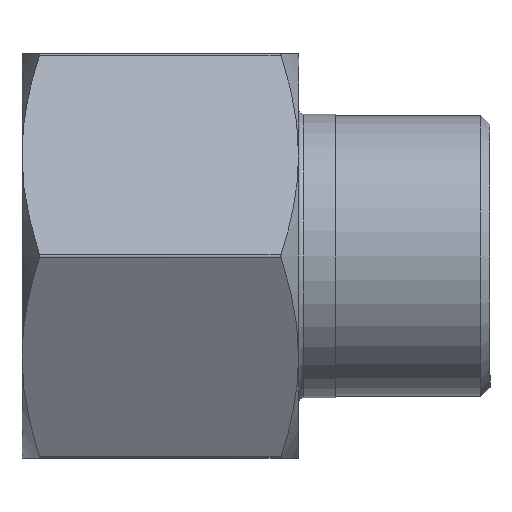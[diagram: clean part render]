
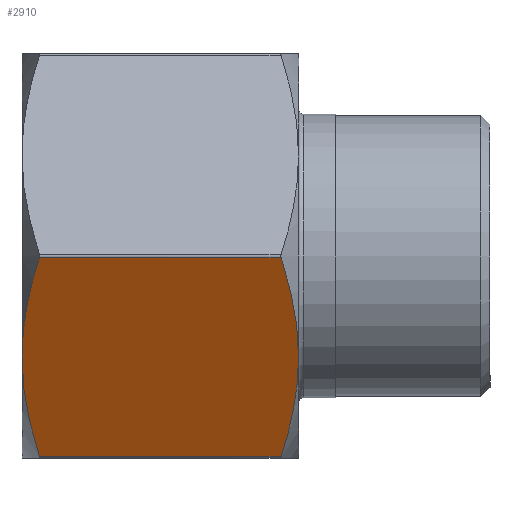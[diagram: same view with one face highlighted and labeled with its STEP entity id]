
A CAD part, front view. The second image highlights one B-rep face of the part: STEP entity #2910.
In plain terms, the highlighted planar face has unit normal (0, -0.866, -0.5).
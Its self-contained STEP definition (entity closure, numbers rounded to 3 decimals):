
#5 = VERTEX_POINT ( 'NONE', #6554 ) ;
#207 = EDGE_LOOP ( 'NONE', ( #713, #722, #655, #683, #740, #645 ) ) ;
#476 = VERTEX_POINT ( 'NONE', #5287 ) ;
#645 = ORIENTED_EDGE ( 'NONE', *, *, #2542, .T. ) ;
#655 = ORIENTED_EDGE ( 'NONE', *, *, #2552, .T. ) ;
#683 = ORIENTED_EDGE ( 'NONE', *, *, #2524, .F. ) ;
#713 = ORIENTED_EDGE ( 'NONE', *, *, #2587, .F. ) ;
#722 = ORIENTED_EDGE ( 'NONE', *, *, #2536, .T. ) ;
#740 = ORIENTED_EDGE ( 'NONE', *, *, #2558, .T. ) ;
#2524 = EDGE_CURVE ( 'NONE', #8470, #476, #7767, .T. ) ;
#2536 = EDGE_CURVE ( 'NONE', #11550, #5, #6382, .T. ) ;
#2542 = EDGE_CURVE ( 'NONE', #11547, #11559, #6383, .T. ) ;
#2552 = EDGE_CURVE ( 'NONE', #5, #476, #6388, .T. ) ;
#2558 = EDGE_CURVE ( 'NONE', #8470, #11547, #6415, .T. ) ;
#2587 = EDGE_CURVE ( 'NONE', #11550, #11559, #3767, .T. ) ;
#2910 = ADVANCED_FACE ( 'NONE', ( #10072 ), #10051, .T. ) ;
#3767 = LINE ( 'NONE', #3834, #5059 ) ;
#3804 = DIRECTION ( 'NONE',  ( -1., 0., 0. ) ) ;
#3834 = CARTESIAN_POINT ( 'NONE',  ( 13., -11.056, -18.85 ) ) ;
#4794 = AXIS2_PLACEMENT_3D ( 'NONE', #10063, #10039, #10053 ) ;
#4994 = VECTOR ( 'NONE', #7795, 1000. ) ;
#5059 = VECTOR ( 'NONE', #3804, 1000. ) ;
#5287 = CARTESIAN_POINT ( 'NONE',  ( 24.353, -21.853, -0.15 ) ) ;
#6382 =( BOUNDED_CURVE ( )  B_SPLINE_CURVE ( 2, ( #7845, #7808, #7838 ),
 .UNSPECIFIED., .F., .T. ) 
 B_SPLINE_CURVE_WITH_KNOTS ( ( 3, 3 ),
 ( 0.457, 1.619 ),
 .UNSPECIFIED. ) 
 CURVE ( )  GEOMETRIC_REPRESENTATION_ITEM ( )  RATIONAL_B_SPLINE_CURVE ( ( 1.029, 1.052, 1. ) ) 
 REPRESENTATION_ITEM ( '' )  );
#6383 =( BOUNDED_CURVE ( )  B_SPLINE_CURVE ( 2, ( #7847, #7864, #7890 ),
 .UNSPECIFIED., .F., .T. ) 
 B_SPLINE_CURVE_WITH_KNOTS ( ( 3, 3 ),
 ( 1.619, 2.781 ),
 .UNSPECIFIED. ) 
 CURVE ( )  GEOMETRIC_REPRESENTATION_ITEM ( )  RATIONAL_B_SPLINE_CURVE ( ( 1., 1.052, 1.029 ) ) 
 REPRESENTATION_ITEM ( '' )  );
#6388 =( BOUNDED_CURVE ( )  B_SPLINE_CURVE ( 2, ( #7886, #7849, #7850 ),
 .UNSPECIFIED., .F., .T. ) 
 B_SPLINE_CURVE_WITH_KNOTS ( ( 3, 3 ),
 ( 1.619, 2.781 ),
 .UNSPECIFIED. ) 
 CURVE ( )  GEOMETRIC_REPRESENTATION_ITEM ( )  RATIONAL_B_SPLINE_CURVE ( ( 1., 1.052, 1.029 ) ) 
 REPRESENTATION_ITEM ( '' )  );
#6415 =( BOUNDED_CURVE ( )  B_SPLINE_CURVE ( 2, ( #7936, #7915, #7928 ),
 .UNSPECIFIED., .F., .T. ) 
 B_SPLINE_CURVE_WITH_KNOTS ( ( 3, 3 ),
 ( 0.457, 1.619 ),
 .UNSPECIFIED. ) 
 CURVE ( )  GEOMETRIC_REPRESENTATION_ITEM ( )  RATIONAL_B_SPLINE_CURVE ( ( 1.029, 1.052, 1. ) ) 
 REPRESENTATION_ITEM ( '' )  );
#6554 = CARTESIAN_POINT ( 'NONE',  ( 26., -16.454, -9.5 ) ) ;
#7743 = CARTESIAN_POINT ( 'NONE',  ( 13., -21.853, -0.15 ) ) ;
#7767 = LINE ( 'NONE', #7743, #4994 ) ;
#7795 = DIRECTION ( 'NONE',  ( 1., 0., 0. ) ) ;
#7808 = CARTESIAN_POINT ( 'NONE',  ( 26., -13.944, -13.848 ) ) ;
#7838 = CARTESIAN_POINT ( 'NONE',  ( 26., -16.454, -9.5 ) ) ;
#7845 = CARTESIAN_POINT ( 'NONE',  ( 24.353, -11.056, -18.85 ) ) ;
#7847 = CARTESIAN_POINT ( 'NONE',  ( 0., -16.454, -9.5 ) ) ;
#7849 = CARTESIAN_POINT ( 'NONE',  ( 26., -18.965, -5.152 ) ) ;
#7850 = CARTESIAN_POINT ( 'NONE',  ( 24.353, -21.853, -0.15 ) ) ;
#7864 = CARTESIAN_POINT ( 'NONE',  ( 0., -13.944, -13.848 ) ) ;
#7886 = CARTESIAN_POINT ( 'NONE',  ( 26., -16.454, -9.5 ) ) ;
#7890 = CARTESIAN_POINT ( 'NONE',  ( 1.647, -11.056, -18.85 ) ) ;
#7915 = CARTESIAN_POINT ( 'NONE',  ( 0., -18.965, -5.152 ) ) ;
#7928 = CARTESIAN_POINT ( 'NONE',  ( 0., -16.454, -9.5 ) ) ;
#7936 = CARTESIAN_POINT ( 'NONE',  ( 1.647, -21.853, -0.15 ) ) ;
#8470 = VERTEX_POINT ( 'NONE', #8584 ) ;
#8531 = CARTESIAN_POINT ( 'NONE',  ( 0., -16.454, -9.5 ) ) ;
#8533 = CARTESIAN_POINT ( 'NONE',  ( 1.647, -11.056, -18.85 ) ) ;
#8560 = CARTESIAN_POINT ( 'NONE',  ( 24.353, -11.056, -18.85 ) ) ;
#8584 = CARTESIAN_POINT ( 'NONE',  ( 1.647, -21.853, -0.15 ) ) ;
#10039 = DIRECTION ( 'NONE',  ( 0., -0.866, -0.5 ) ) ;
#10051 = PLANE ( 'NONE',  #4794 ) ;
#10053 = DIRECTION ( 'NONE',  ( 0., -0.5, 0.866 ) ) ;
#10063 = CARTESIAN_POINT ( 'NONE',  ( 13., -10.97, -19. ) ) ;
#10072 = FACE_OUTER_BOUND ( 'NONE', #207, .T. ) ;
#11547 = VERTEX_POINT ( 'NONE', #8531 ) ;
#11550 = VERTEX_POINT ( 'NONE', #8560 ) ;
#11559 = VERTEX_POINT ( 'NONE', #8533 ) ;
